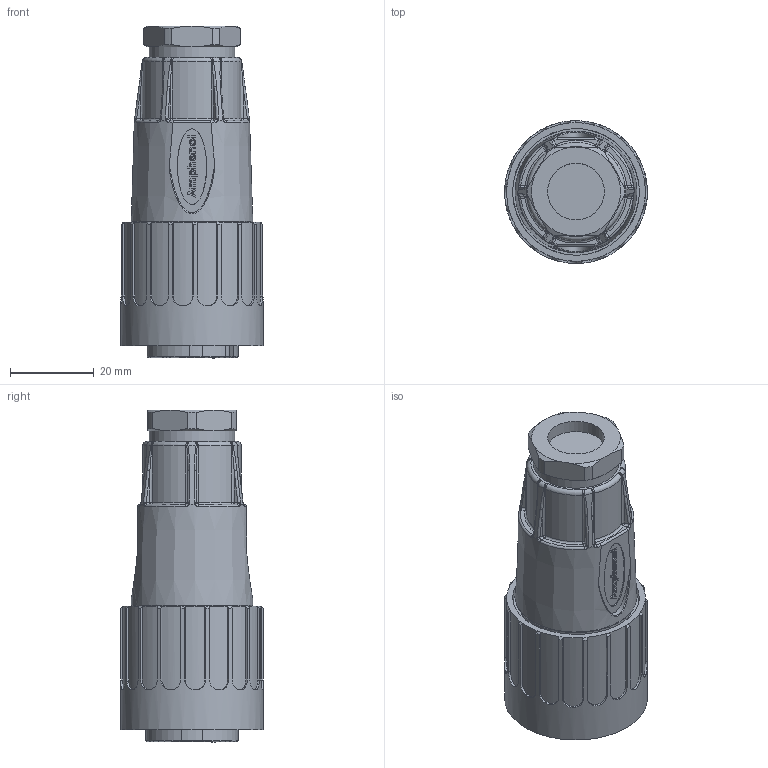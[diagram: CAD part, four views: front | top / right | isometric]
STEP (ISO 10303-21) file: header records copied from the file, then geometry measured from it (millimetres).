
FILE_DESCRIPTION(/* description */ (''),/* implementation_level */ '2;1');
FILE_NAME(/* name */ 'c016 10d017 003 1nxc001-02.stp',/* time_stamp */ '2019-07-08T07:46:30+02:00',/* author */ (''),/* organization */ (''),/* preprocessor_version */ 'ST-DEVELOPER v16.7',/* originating_system */ 'SIEMENS PLM Software NX 12.0',/* authorisation */ '');
FILE_SCHEMA (('AUTOMOTIVE_DESIGN { 1 0 10303 214 3 1 1 1 }'));
Length unit declared in the file: millimetre
Products named in the file (1): c016 10d017 003 1nxc001-02
Bounding box: 34 x 34 x 79.1 mm (x, y, z)
Volume: 0.9 mm3; surface area: 16190.7 mm2
Topology: 1 solids, 2 shells, 1110 faces, 2980 edges, 1919 vertices
Faces by surface type: plane 579, cylinder 259, bspline 155, cone 59, torus 41, sphere 12, extrusion 5
Full cylindrical faces by diameter (mm): 13.5 x1, 20.4 x1, 22 x1, 27 x1, 30 x1, 30.2 x1, 34 x1
Entity records: 36999 total; most frequent: CARTESIAN_POINT 11328, ORIENTED_EDGE 5870, DIRECTION 4645, EDGE_CURVE 2935, VERTEX_POINT 1908, VECTOR 1727, LINE 1722, AXIS2_PLACEMENT_3D 1459
